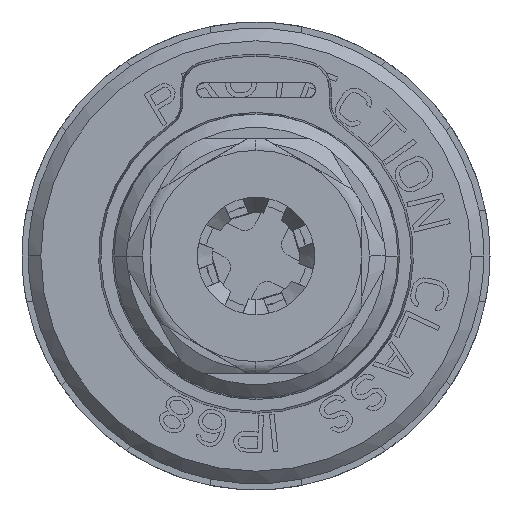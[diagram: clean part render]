
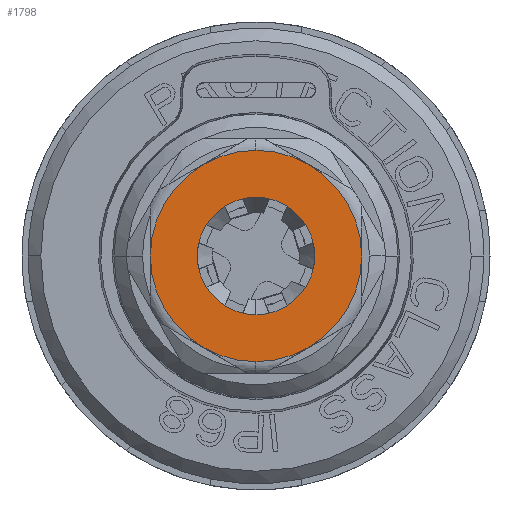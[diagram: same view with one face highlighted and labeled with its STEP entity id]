
A CAD part, left-side view. The second image highlights one B-rep face of the part: STEP entity #1798.
In plain terms, the highlighted planar face has unit normal (-1, 0, 0).
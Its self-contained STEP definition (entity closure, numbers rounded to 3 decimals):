
#1798=ADVANCED_FACE('',(#5239,#5240),#5241,.F.);
#5239=FACE_OUTER_BOUND('',#17316,.T.);
#5240=FACE_BOUND('',#17317,.T.);
#5241=PLANE('',#17318);
#17316=EDGE_LOOP('',(#31252,#31253,#31254,#31255,#31256,#31257,#31258,#31259));
#17317=EDGE_LOOP('',(#31260,#31261));
#17318=AXIS2_PLACEMENT_3D('',#31262,#31263,#31264);
#31252=ORIENTED_EDGE('',*,*,#36272,.F.);
#31253=ORIENTED_EDGE('',*,*,#36273,.F.);
#31254=ORIENTED_EDGE('',*,*,#36274,.T.);
#31255=ORIENTED_EDGE('',*,*,#36267,.T.);
#31256=ORIENTED_EDGE('',*,*,#36275,.F.);
#31257=ORIENTED_EDGE('',*,*,#36276,.F.);
#31258=ORIENTED_EDGE('',*,*,#36269,.T.);
#31259=ORIENTED_EDGE('',*,*,#36277,.T.);
#31260=ORIENTED_EDGE('',*,*,#36278,.F.);
#31261=ORIENTED_EDGE('',*,*,#36279,.F.);
#31262=CARTESIAN_POINT('',(-68.347,0.0,0.0));
#31263=DIRECTION('',(1.0,0.0,0.0));
#31264=DIRECTION('',(0.0,-1.0,0.0));
#36267=EDGE_CURVE('',#43838,#43842,#43844,.T.);
#36269=EDGE_CURVE('',#43848,#43845,#43849,.T.);
#36272=EDGE_CURVE('',#43853,#43854,#43855,.T.);
#36273=EDGE_CURVE('',#43856,#43853,#43857,.T.);
#36274=EDGE_CURVE('',#43856,#43838,#43858,.T.);
#36275=EDGE_CURVE('',#43859,#43842,#43860,.T.);
#36276=EDGE_CURVE('',#43848,#43859,#43861,.T.);
#36277=EDGE_CURVE('',#43845,#43854,#43862,.T.);
#36278=EDGE_CURVE('',#43863,#43864,#43865,.T.);
#36279=EDGE_CURVE('',#43864,#43863,#43866,.T.);
#43838=VERTEX_POINT('',#64667);
#43842=VERTEX_POINT('',#64671);
#43844=CIRCLE('',#64687,8.575);
#43845=VERTEX_POINT('',#64688);
#43848=VERTEX_POINT('',#64691);
#43849=CIRCLE('',#64692,8.575);
#43853=VERTEX_POINT('',#64710);
#43854=VERTEX_POINT('',#64711);
#43855=CIRCLE('',#64712,8.575);
#43856=VERTEX_POINT('',#64713);
#43857=CIRCLE('',#64714,8.575);
#43858=CIRCLE('',#64715,8.575);
#43859=VERTEX_POINT('',#64716);
#43860=CIRCLE('',#64717,8.575);
#43861=CIRCLE('',#64718,8.575);
#43862=CIRCLE('',#64719,8.575);
#43863=VERTEX_POINT('',#64720);
#43864=VERTEX_POINT('',#64721);
#43865=CIRCLE('',#64722,4.765);
#43866=CIRCLE('',#64723,4.765);
#64667=CARTESIAN_POINT('',(-68.347,0.,8.575));
#64671=CARTESIAN_POINT('',(-68.347,4.288,7.426));
#64687=AXIS2_PLACEMENT_3D('',#70305,#70306,#70307);
#64688=CARTESIAN_POINT('',(-68.347,0.,-8.575));
#64691=CARTESIAN_POINT('',(-68.347,4.287,-7.426));
#64692=AXIS2_PLACEMENT_3D('',#70311,#70312,#70313);
#64710=CARTESIAN_POINT('',(-68.347,-8.575,0.));
#64711=CARTESIAN_POINT('',(-68.347,-4.288,-7.426));
#64712=AXIS2_PLACEMENT_3D('',#70317,#70318,#70319);
#64713=CARTESIAN_POINT('',(-68.347,-4.287,7.426));
#64714=AXIS2_PLACEMENT_3D('',#70320,#70321,#70322);
#64715=AXIS2_PLACEMENT_3D('',#70323,#70324,#70325);
#64716=CARTESIAN_POINT('',(-68.347,8.575,0.));
#64717=AXIS2_PLACEMENT_3D('',#70326,#70327,#70328);
#64718=AXIS2_PLACEMENT_3D('',#70329,#70330,#70331);
#64719=AXIS2_PLACEMENT_3D('',#70332,#70333,#70334);
#64720=CARTESIAN_POINT('',(-68.347,4.765,0.0));
#64721=CARTESIAN_POINT('',(-68.347,-4.765,0.0));
#64722=AXIS2_PLACEMENT_3D('',#70335,#70336,#70337);
#64723=AXIS2_PLACEMENT_3D('',#70338,#70339,#70340);
#70305=CARTESIAN_POINT('',(-68.347,0.0,0.0));
#70306=DIRECTION('',(-1.0,0.0,0.0));
#70307=DIRECTION('',(0.0,-0.5,0.866));
#70311=CARTESIAN_POINT('',(-68.347,0.0,0.0));
#70312=DIRECTION('',(-1.0,0.0,-0.0));
#70313=DIRECTION('',(0.0,0.5,-0.866));
#70317=CARTESIAN_POINT('',(-68.347,0.0,0.0));
#70318=DIRECTION('',(1.0,0.0,0.0));
#70319=DIRECTION('',(0.0,-1.0,0.));
#70320=CARTESIAN_POINT('',(-68.347,0.0,0.0));
#70321=DIRECTION('',(1.0,0.0,0.0));
#70322=DIRECTION('',(0.0,-0.5,0.866));
#70323=CARTESIAN_POINT('',(-68.347,0.0,0.0));
#70324=DIRECTION('',(-1.0,0.0,0.0));
#70325=DIRECTION('',(0.0,-0.5,0.866));
#70326=CARTESIAN_POINT('',(-68.347,0.0,0.0));
#70327=DIRECTION('',(1.0,0.0,0.0));
#70328=DIRECTION('',(0.0,1.0,0.));
#70329=CARTESIAN_POINT('',(-68.347,0.0,0.0));
#70330=DIRECTION('',(1.0,0.0,0.0));
#70331=DIRECTION('',(0.0,0.5,-0.866));
#70332=CARTESIAN_POINT('',(-68.347,0.0,0.0));
#70333=DIRECTION('',(-1.0,0.0,-0.0));
#70334=DIRECTION('',(0.0,0.5,-0.866));
#70335=CARTESIAN_POINT('',(-68.347,0.0,0.0));
#70336=DIRECTION('',(-1.0,0.0,0.0));
#70337=DIRECTION('',(0.0,1.0,0.0));
#70338=CARTESIAN_POINT('',(-68.347,0.0,0.0));
#70339=DIRECTION('',(-1.0,0.0,0.0));
#70340=DIRECTION('',(0.0,-1.0,0.0));
